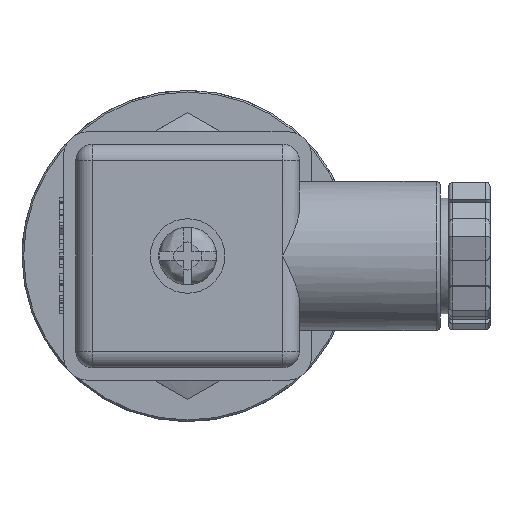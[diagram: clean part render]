
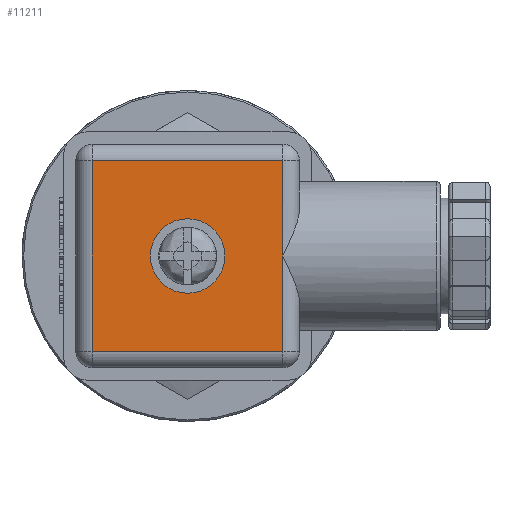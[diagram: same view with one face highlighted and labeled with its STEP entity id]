
A CAD part, left-side view. The second image highlights one B-rep face of the part: STEP entity #11211.
In plain terms, the highlighted face is planar.
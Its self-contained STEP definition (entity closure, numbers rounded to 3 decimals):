
#8574=DIRECTION('',(0.,0.,1.));
#8575=VECTOR('',#8574,11.5);
#8576=CARTESIAN_POINT('',(11.5,40.7,-11.5));
#8577=LINE('',#8576,#8575);
#8592=CARTESIAN_POINT('',(0.,40.7,0.));
#8593=DIRECTION('',(0.,-1.,0.));
#8594=DIRECTION('',(0.,0.,-1.));
#8595=AXIS2_PLACEMENT_3D('',#8592,#8593,#8594);
#8597=CARTESIAN_POINT('',(0.,40.7,0.));
#8598=DIRECTION('',(0.,-1.,0.));
#8599=DIRECTION('',(0.,0.,1.));
#8600=AXIS2_PLACEMENT_3D('',#8597,#8598,#8599);
#8606=DIRECTION('',(0.,0.,1.));
#8607=VECTOR('',#8606,11.5);
#8608=CARTESIAN_POINT('',(11.5,40.7,0.));
#8609=LINE('',#8608,#8607);
#8639=DIRECTION('',(-1.,0.,0.));
#8640=VECTOR('',#8639,23.);
#8641=CARTESIAN_POINT('',(11.5,40.7,11.5));
#8642=LINE('',#8641,#8640);
#8681=DIRECTION('',(1.,0.,0.));
#8682=VECTOR('',#8681,23.);
#8683=CARTESIAN_POINT('',(-11.5,40.7,-11.5));
#8684=LINE('',#8683,#8682);
#8708=DIRECTION('',(0.,0.,-1.));
#8709=VECTOR('',#8708,23.);
#8710=CARTESIAN_POINT('',(-11.5,40.7,11.5));
#8711=LINE('',#8710,#8709);
#9162=CARTESIAN_POINT('',(11.5,40.7,-11.5));
#9163=CARTESIAN_POINT('',(11.5,40.7,0.));
#9164=VERTEX_POINT('',#9162);
#9165=VERTEX_POINT('',#9163);
#9208=CARTESIAN_POINT('',(11.5,40.7,11.5));
#9209=CARTESIAN_POINT('',(-11.5,40.7,11.5));
#9210=VERTEX_POINT('',#9208);
#9211=VERTEX_POINT('',#9209);
#9233=CARTESIAN_POINT('',(-11.5,40.7,-11.5));
#9235=VERTEX_POINT('',#9233);
#9350=CARTESIAN_POINT('',(0.,40.7,4.5));
#9351=CARTESIAN_POINT('',(0.,40.7,-4.5));
#9352=VERTEX_POINT('',#9350);
#9353=VERTEX_POINT('',#9351);
#11189=CARTESIAN_POINT('',(0.,40.7,0.));
#11190=DIRECTION('',(0.,-1.,0.));
#11191=DIRECTION('',(0.,0.,-1.));
#11192=AXIS2_PLACEMENT_3D('',#11189,#11190,#11191);
#11193=PLANE('',#11192);
#11195=ORIENTED_EDGE('',*,*,#11194,.T.);
#11197=ORIENTED_EDGE('',*,*,#11196,.T.);
#11199=ORIENTED_EDGE('',*,*,#11198,.T.);
#11201=ORIENTED_EDGE('',*,*,#11200,.T.);
#11202=ORIENTED_EDGE('',*,*,#11181,.T.);
#11203=EDGE_LOOP('',(#11195,#11197,#11199,#11201,#11202));
#11204=FACE_OUTER_BOUND('',#11203,.F.);
#11206=ORIENTED_EDGE('',*,*,#11205,.F.);
#11208=ORIENTED_EDGE('',*,*,#11207,.F.);
#11209=EDGE_LOOP('',(#11206,#11208));
#11210=FACE_BOUND('',#11209,.F.);
#11211=ADVANCED_FACE('',(#11204,#11210),#11193,.F.);
#8596=CIRCLE('',#8595,4.5);
#8601=CIRCLE('',#8600,4.5);
#11181=EDGE_CURVE('',#9164,#9165,#8577,.T.);
#11194=EDGE_CURVE('',#9165,#9210,#8609,.T.);
#11196=EDGE_CURVE('',#9210,#9211,#8642,.T.);
#11198=EDGE_CURVE('',#9211,#9235,#8711,.T.);
#11200=EDGE_CURVE('',#9235,#9164,#8684,.T.);
#11205=EDGE_CURVE('',#9353,#9352,#8596,.T.);
#11207=EDGE_CURVE('',#9352,#9353,#8601,.T.);
